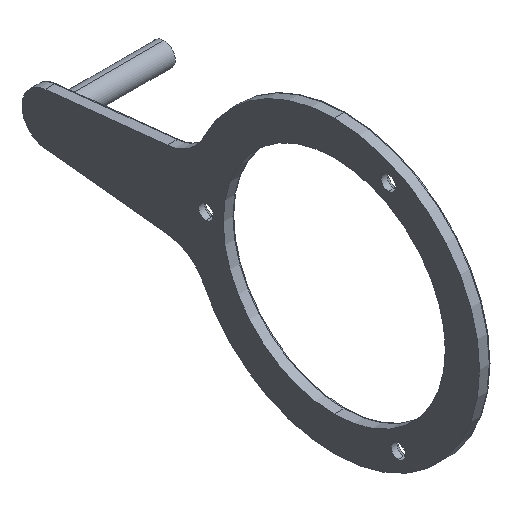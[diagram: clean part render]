
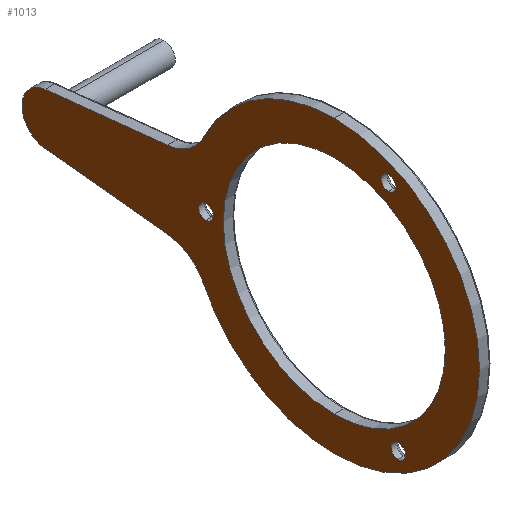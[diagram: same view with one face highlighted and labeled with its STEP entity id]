
A CAD part, isometric view. The second image highlights one B-rep face of the part: STEP entity #1013.
In plain terms, the highlighted planar face has unit normal (-1, 0, 0).
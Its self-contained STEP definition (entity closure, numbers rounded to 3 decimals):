
#4 = CIRCLE ( 'NONE', #372, 25.35 ) ;
#31 = CARTESIAN_POINT ( 'NONE',  ( 0., 0., 0. ) ) ;
#37 = DIRECTION ( 'NONE',  ( 0., 0.995, 0.105 ) ) ;
#41 = CARTESIAN_POINT ( 'NONE',  ( 0., 22.375, 0. ) ) ;
#55 = ORIENTED_EDGE ( 'NONE', *, *, #1083, .T. ) ;
#64 = VERTEX_POINT ( 'NONE', #1186 ) ;
#69 = CARTESIAN_POINT ( 'NONE',  ( 0., -9.456, 20.279 ) ) ;
#80 = AXIS2_PLACEMENT_3D ( 'NONE', #587, #218, #843 ) ;
#81 = DIRECTION ( 'NONE',  ( 1., 0., 0. ) ) ;
#87 = VERTEX_POINT ( 'NONE', #556 ) ;
#88 = CARTESIAN_POINT ( 'NONE',  ( 0., -9.456, 20.279 ) ) ;
#89 = CARTESIAN_POINT ( 'NONE',  ( 0., 50., 0. ) ) ;
#91 = FACE_BOUND ( 'NONE', #335, .T. ) ;
#98 = ORIENTED_EDGE ( 'NONE', *, *, #616, .T. ) ;
#100 = EDGE_CURVE ( 'NONE', #344, #273, #311, .T. ) ;
#103 = AXIS2_PLACEMENT_3D ( 'NONE', #933, #817, #726 ) ;
#111 = CARTESIAN_POINT ( 'NONE',  ( 0., -11.187, -20.627 ) ) ;
#113 = EDGE_CURVE ( 'NONE', #526, #947, #375, .T. ) ;
#117 = DIRECTION ( 'NONE',  ( 0., 0., -1. ) ) ;
#118 = ORIENTED_EDGE ( 'NONE', *, *, #100, .F. ) ;
#120 = CARTESIAN_POINT ( 'NONE',  ( 0., 50.47, 4.475 ) ) ;
#140 = AXIS2_PLACEMENT_3D ( 'NONE', #207, #949, #1053 ) ;
#142 = EDGE_LOOP ( 'NONE', ( #365, #862 ) ) ;
#144 = CARTESIAN_POINT ( 'NONE',  ( 0., 0., -25.35 ) ) ;
#149 = CARTESIAN_POINT ( 'NONE',  ( 0., 29.111, -6.72 ) ) ;
#158 = LINE ( 'NONE', #988, #550 ) ;
#167 = FACE_BOUND ( 'NONE', #1100, .T. ) ;
#178 = EDGE_CURVE ( 'NONE', #87, #195, #827, .T. ) ;
#183 = DIRECTION ( 'NONE',  ( 0., 0., -1. ) ) ;
#187 = CARTESIAN_POINT ( 'NONE',  ( 0., 50., 0. ) ) ;
#195 = VERTEX_POINT ( 'NONE', #1035 ) ;
#197 = AXIS2_PLACEMENT_3D ( 'NONE', #897, #799, #532 ) ;
#205 = VERTEX_POINT ( 'NONE', #859 ) ;
#207 = CARTESIAN_POINT ( 'NONE',  ( 0., 0., 0. ) ) ;
#208 = AXIS2_PLACEMENT_3D ( 'NONE', #69, #900, #993 ) ;
#218 = DIRECTION ( 'NONE',  ( 1., 0., 0. ) ) ;
#224 = CARTESIAN_POINT ( 'NONE',  ( 0., -9.456, 19.029 ) ) ;
#232 = VERTEX_POINT ( 'NONE', #111 ) ;
#270 = CARTESIAN_POINT ( 'NONE',  ( 0., 0., 0. ) ) ;
#273 = VERTEX_POINT ( 'NONE', #120 ) ;
#277 = ORIENTED_EDGE ( 'NONE', *, *, #384, .T. ) ;
#294 = DIRECTION ( 'NONE',  ( 0., 0., -1. ) ) ;
#311 = CIRCLE ( 'NONE', #605, 4.5 ) ;
#324 = CARTESIAN_POINT ( 'NONE',  ( 0., -9.456, 21.529 ) ) ;
#335 = EDGE_LOOP ( 'NONE', ( #899, #1141 ) ) ;
#336 = DIRECTION ( 'NONE',  ( 1., 0., 0. ) ) ;
#341 = CARTESIAN_POINT ( 'NONE',  ( 0., 0., 19.375 ) ) ;
#344 = VERTEX_POINT ( 'NONE', #600 ) ;
#347 = VERTEX_POINT ( 'NONE', #341 ) ;
#351 = CIRCLE ( 'NONE', #534, 25.35 ) ;
#365 = ORIENTED_EDGE ( 'NONE', *, *, #976, .T. ) ;
#372 = AXIS2_PLACEMENT_3D ( 'NONE', #270, #81, #1098 ) ;
#375 = CIRCLE ( 'NONE', #754, 1.25 ) ;
#377 = VERTEX_POINT ( 'NONE', #149 ) ;
#384 = EDGE_CURVE ( 'NONE', #87, #923, #728, .T. ) ;
#386 = CIRCLE ( 'NONE', #80, 8. ) ;
#395 = DIRECTION ( 'NONE',  ( 1., 0., 0. ) ) ;
#401 = AXIS2_PLACEMENT_3D ( 'NONE', #1094, #748, #465 ) ;
#417 = VERTEX_POINT ( 'NONE', #324 ) ;
#418 = LINE ( 'NONE', #1058, #764 ) ;
#422 = VERTEX_POINT ( 'NONE', #144 ) ;
#425 = ORIENTED_EDGE ( 'NONE', *, *, #888, .F. ) ;
#442 = CARTESIAN_POINT ( 'NONE',  ( 0., 29.111, 6.72 ) ) ;
#446 = CIRCLE ( 'NONE', #1132, 19.375 ) ;
#462 = DIRECTION ( 'NONE',  ( 1., 0., 0. ) ) ;
#465 = DIRECTION ( 'NONE',  ( 0., 0., -1. ) ) ;
#492 = CARTESIAN_POINT ( 'NONE',  ( 0., -11.187, -19.377 ) ) ;
#498 = EDGE_CURVE ( 'NONE', #422, #712, #4, .T. ) ;
#526 = VERTEX_POINT ( 'NONE', #825 ) ;
#529 = EDGE_LOOP ( 'NONE', ( #602, #98 ) ) ;
#532 = DIRECTION ( 'NONE',  ( 0., 0., -1. ) ) ;
#534 = AXIS2_PLACEMENT_3D ( 'NONE', #31, #336, #886 ) ;
#540 = FACE_BOUND ( 'NONE', #142, .T. ) ;
#548 = DIRECTION ( 'NONE',  ( 0., 0., -1. ) ) ;
#550 = VECTOR ( 'NONE', #813, 1000. ) ;
#556 = CARTESIAN_POINT ( 'NONE',  ( 0., 22.763, 11.156 ) ) ;
#559 = FACE_BOUND ( 'NONE', #529, .T. ) ;
#562 = DIRECTION ( 'NONE',  ( 1., 0., 0. ) ) ;
#565 = EDGE_CURVE ( 'NONE', #64, #232, #998, .T. ) ;
#583 = AXIS2_PLACEMENT_3D ( 'NONE', #187, #1179, #718 ) ;
#587 = CARTESIAN_POINT ( 'NONE',  ( 0., 29.947, -14.677 ) ) ;
#588 = AXIS2_PLACEMENT_3D ( 'NONE', #492, #395, #294 ) ;
#600 = CARTESIAN_POINT ( 'NONE',  ( 0., 50.47, -4.475 ) ) ;
#602 = ORIENTED_EDGE ( 'NONE', *, *, #1207, .T. ) ;
#605 = AXIS2_PLACEMENT_3D ( 'NONE', #89, #562, #1113 ) ;
#616 = EDGE_CURVE ( 'NONE', #417, #792, #785, .T. ) ;
#653 = EDGE_CURVE ( 'NONE', #232, #64, #826, .T. ) ;
#701 = CIRCLE ( 'NONE', #208, 1.25 ) ;
#712 = VERTEX_POINT ( 'NONE', #870 ) ;
#718 = DIRECTION ( 'NONE',  ( 0., 0., -1. ) ) ;
#726 = DIRECTION ( 'NONE',  ( 0., 0., -1. ) ) ;
#728 = CIRCLE ( 'NONE', #197, 8. ) ;
#748 = DIRECTION ( 'NONE',  ( 1., 0., 0. ) ) ;
#754 = AXIS2_PLACEMENT_3D ( 'NONE', #1006, #939, #548 ) ;
#764 = VECTOR ( 'NONE', #37, 1000. ) ;
#785 = CIRCLE ( 'NONE', #1117, 1.25 ) ;
#790 = ORIENTED_EDGE ( 'NONE', *, *, #1188, .F. ) ;
#791 = DIRECTION ( 'NONE',  ( 1., 0., 0. ) ) ;
#792 = VERTEX_POINT ( 'NONE', #224 ) ;
#798 = EDGE_CURVE ( 'NONE', #195, #422, #351, .T. ) ;
#799 = DIRECTION ( 'NONE',  ( 1., 0., 0. ) ) ;
#813 = DIRECTION ( 'NONE',  ( 0., -0.995, 0.105 ) ) ;
#817 = DIRECTION ( 'NONE',  ( 1., 0., 0. ) ) ;
#825 = CARTESIAN_POINT ( 'NONE',  ( 0., 22.375, 1.25 ) ) ;
#826 = CIRCLE ( 'NONE', #588, 1.25 ) ;
#827 = CIRCLE ( 'NONE', #140, 25.35 ) ;
#843 = DIRECTION ( 'NONE',  ( 0., 0., -1. ) ) ;
#851 = ORIENTED_EDGE ( 'NONE', *, *, #498, .F. ) ;
#859 = CARTESIAN_POINT ( 'NONE',  ( 0., 0., -19.375 ) ) ;
#862 = ORIENTED_EDGE ( 'NONE', *, *, #1074, .T. ) ;
#870 = CARTESIAN_POINT ( 'NONE',  ( 0., 22.763, -11.156 ) ) ;
#873 = CARTESIAN_POINT ( 'NONE',  ( 0., 0., 0. ) ) ;
#878 = DIRECTION ( 'NONE',  ( 0., 0., -1. ) ) ;
#886 = DIRECTION ( 'NONE',  ( 0., 0., -1. ) ) ;
#888 = EDGE_CURVE ( 'NONE', #377, #344, #418, .T. ) ;
#897 = CARTESIAN_POINT ( 'NONE',  ( 0., 29.947, 14.677 ) ) ;
#899 = ORIENTED_EDGE ( 'NONE', *, *, #653, .T. ) ;
#900 = DIRECTION ( 'NONE',  ( 1., 0., 0. ) ) ;
#909 = ORIENTED_EDGE ( 'NONE', *, *, #1153, .T. ) ;
#921 = EDGE_LOOP ( 'NONE', ( #118, #425, #909, #851, #1087, #1004, #277, #790 ) ) ;
#923 = VERTEX_POINT ( 'NONE', #442 ) ;
#930 = CARTESIAN_POINT ( 'NONE',  ( 0., 22.375, -1.25 ) ) ;
#933 = CARTESIAN_POINT ( 'NONE',  ( 0., -11.187, -19.377 ) ) ;
#939 = DIRECTION ( 'NONE',  ( 1., 0., 0. ) ) ;
#947 = VERTEX_POINT ( 'NONE', #930 ) ;
#949 = DIRECTION ( 'NONE',  ( 1., 0., 0. ) ) ;
#956 = ORIENTED_EDGE ( 'NONE', *, *, #113, .T. ) ;
#969 = DIRECTION ( 'NONE',  ( 1., 0., 0. ) ) ;
#976 = EDGE_CURVE ( 'NONE', #347, #205, #1031, .T. ) ;
#988 = CARTESIAN_POINT ( 'NONE',  ( 0., 50.47, 4.475 ) ) ;
#993 = DIRECTION ( 'NONE',  ( 0., 0., -1. ) ) ;
#998 = CIRCLE ( 'NONE', #103, 1.25 ) ;
#1004 = ORIENTED_EDGE ( 'NONE', *, *, #178, .F. ) ;
#1006 = CARTESIAN_POINT ( 'NONE',  ( 0., 22.375, 0. ) ) ;
#1010 = CIRCLE ( 'NONE', #1164, 1.25 ) ;
#1013 = ADVANCED_FACE ( 'NONE', ( #559, #91, #167, #1204, #540 ), #1023, .F. ) ;
#1023 = PLANE ( 'NONE',  #583 ) ;
#1031 = CIRCLE ( 'NONE', #401, 19.375 ) ;
#1035 = CARTESIAN_POINT ( 'NONE',  ( 0., 0., 25.35 ) ) ;
#1053 = DIRECTION ( 'NONE',  ( 0., 0., -1. ) ) ;
#1058 = CARTESIAN_POINT ( 'NONE',  ( 0., 24.298, -7.226 ) ) ;
#1074 = EDGE_CURVE ( 'NONE', #205, #347, #446, .T. ) ;
#1083 = EDGE_CURVE ( 'NONE', #947, #526, #1010, .T. ) ;
#1087 = ORIENTED_EDGE ( 'NONE', *, *, #798, .F. ) ;
#1094 = CARTESIAN_POINT ( 'NONE',  ( 0., 0., 0. ) ) ;
#1098 = DIRECTION ( 'NONE',  ( 0., 0., -1. ) ) ;
#1100 = EDGE_LOOP ( 'NONE', ( #55, #956 ) ) ;
#1113 = DIRECTION ( 'NONE',  ( 0., 0., -1. ) ) ;
#1117 = AXIS2_PLACEMENT_3D ( 'NONE', #88, #462, #183 ) ;
#1132 = AXIS2_PLACEMENT_3D ( 'NONE', #873, #969, #117 ) ;
#1141 = ORIENTED_EDGE ( 'NONE', *, *, #565, .T. ) ;
#1153 = EDGE_CURVE ( 'NONE', #377, #712, #386, .T. ) ;
#1164 = AXIS2_PLACEMENT_3D ( 'NONE', #41, #791, #878 ) ;
#1179 = DIRECTION ( 'NONE',  ( 1., 0., 0. ) ) ;
#1186 = CARTESIAN_POINT ( 'NONE',  ( 0., -11.187, -18.127 ) ) ;
#1188 = EDGE_CURVE ( 'NONE', #273, #923, #158, .T. ) ;
#1204 = FACE_OUTER_BOUND ( 'NONE', #921, .T. ) ;
#1207 = EDGE_CURVE ( 'NONE', #792, #417, #701, .T. ) ;
